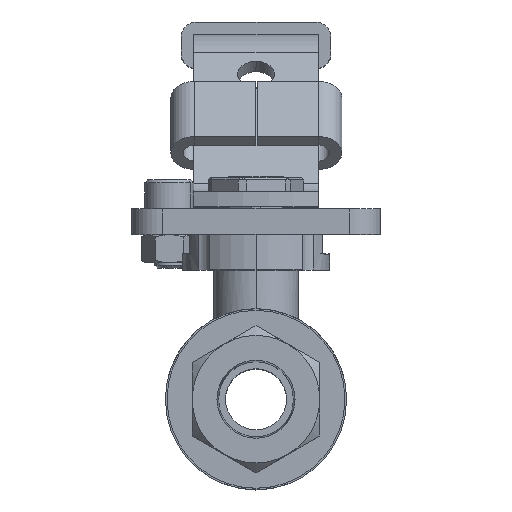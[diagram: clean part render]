
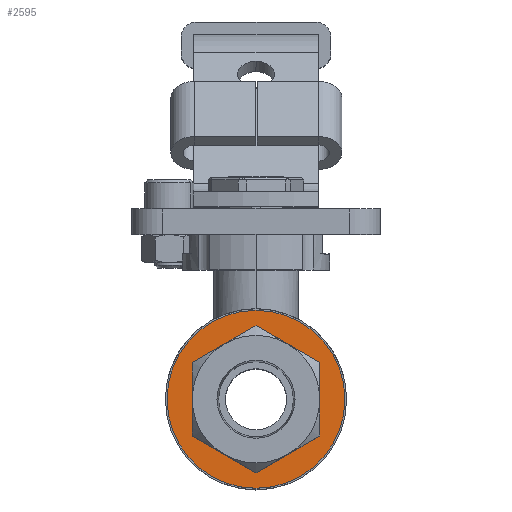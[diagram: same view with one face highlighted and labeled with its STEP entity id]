
A CAD part, top view. The second image highlights one B-rep face of the part: STEP entity #2595.
In plain terms, the highlighted planar face has unit normal (0, 0, 1).
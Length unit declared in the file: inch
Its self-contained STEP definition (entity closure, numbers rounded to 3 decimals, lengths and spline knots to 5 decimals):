
#73 = DIRECTION ( 'NONE',  ( 0., -1., 0. ) ) ;
#302 = AXIS2_PLACEMENT_3D ( 'NONE', #9034, #3880, #6788 ) ;
#363 = VECTOR ( 'NONE', #3802, 39.37008 ) ;
#734 = DIRECTION ( 'NONE',  ( -0.866, 0.5, 0. ) ) ;
#900 = CARTESIAN_POINT ( 'NONE',  ( 0.5125, -0.29589, 1.0275 ) ) ;
#961 = VERTEX_POINT ( 'NONE', #1529 ) ;
#1011 = VERTEX_POINT ( 'NONE', #9229 ) ;
#1130 = CARTESIAN_POINT ( 'NONE',  ( -0.5125, -0.29589, 1.0275 ) ) ;
#1148 = VECTOR ( 'NONE', #734, 39.37008 ) ;
#1150 = VERTEX_POINT ( 'NONE', #7228 ) ;
#1213 = CARTESIAN_POINT ( 'NONE',  ( 0., -0.59178, 1.0275 ) ) ;
#1402 = CARTESIAN_POINT ( 'NONE',  ( 0., -0.59178, 1.0275 ) ) ;
#1523 = ORIENTED_EDGE ( 'NONE', *, *, #6694, .F. ) ;
#1529 = CARTESIAN_POINT ( 'NONE',  ( -0.715, 0., 1.0275 ) ) ;
#1611 = CIRCLE ( 'NONE', #2214, 0.715 ) ;
#1893 = DIRECTION ( 'NONE',  ( 0.866, 0.5, 0. ) ) ;
#1935 = CARTESIAN_POINT ( 'NONE',  ( 0., 0.59178, 1.0275 ) ) ;
#2060 = CARTESIAN_POINT ( 'NONE',  ( 0.5125, -0.29589, 1.0275 ) ) ;
#2140 = VERTEX_POINT ( 'NONE', #1402 ) ;
#2152 = CARTESIAN_POINT ( 'NONE',  ( 0., 0., 1.0275 ) ) ;
#2214 = AXIS2_PLACEMENT_3D ( 'NONE', #9113, #6028, #5335 ) ;
#2595 = ADVANCED_FACE ( 'NONE', ( #2982, #3537 ), #8125, .T. ) ;
#2887 = ORIENTED_EDGE ( 'NONE', *, *, #2986, .F. ) ;
#2982 = FACE_OUTER_BOUND ( 'NONE', #4326, .T. ) ;
#2986 = EDGE_CURVE ( 'NONE', #1011, #3720, #7655, .T. ) ;
#3117 = ORIENTED_EDGE ( 'NONE', *, *, #8802, .F. ) ;
#3165 = CARTESIAN_POINT ( 'NONE',  ( -0.5125, 0.29589, 1.0275 ) ) ;
#3473 = VERTEX_POINT ( 'NONE', #6679 ) ;
#3511 = ORIENTED_EDGE ( 'NONE', *, *, #5369, .T. ) ;
#3537 = FACE_BOUND ( 'NONE', #7797, .T. ) ;
#3595 = EDGE_CURVE ( 'NONE', #3473, #961, #7394, .T. ) ;
#3720 = VERTEX_POINT ( 'NONE', #9267 ) ;
#3737 = EDGE_CURVE ( 'NONE', #3720, #2140, #8724, .T. ) ;
#3802 = DIRECTION ( 'NONE',  ( -0.866, -0.5, 0. ) ) ;
#3850 = LINE ( 'NONE', #9151, #363 ) ;
#3880 = DIRECTION ( 'NONE',  ( 0., 0., 1. ) ) ;
#4326 = EDGE_LOOP ( 'NONE', ( #3511, #8097 ) ) ;
#5170 = VECTOR ( 'NONE', #5499, 39.37008 ) ;
#5206 = DIRECTION ( 'NONE',  ( 0., 0., 1. ) ) ;
#5267 = LINE ( 'NONE', #8233, #1148 ) ;
#5335 = DIRECTION ( 'NONE',  ( 1., 0., 0. ) ) ;
#5369 = EDGE_CURVE ( 'NONE', #961, #3473, #1611, .T. ) ;
#5499 = DIRECTION ( 'NONE',  ( 0.866, -0.5, 0. ) ) ;
#5674 = LINE ( 'NONE', #1213, #5685 ) ;
#5685 = VECTOR ( 'NONE', #1893, 39.37008 ) ;
#5856 = VERTEX_POINT ( 'NONE', #900 ) ;
#6028 = DIRECTION ( 'NONE',  ( 0., 0., 1. ) ) ;
#6308 = ORIENTED_EDGE ( 'NONE', *, *, #3737, .F. ) ;
#6342 = EDGE_CURVE ( 'NONE', #1150, #7025, #5267, .T. ) ;
#6679 = CARTESIAN_POINT ( 'NONE',  ( 0.715, 0., 1.0275 ) ) ;
#6694 = EDGE_CURVE ( 'NONE', #2140, #5856, #5674, .T. ) ;
#6788 = DIRECTION ( 'NONE',  ( 1., 0., 0. ) ) ;
#6836 = EDGE_CURVE ( 'NONE', #7025, #1011, #3850, .T. ) ;
#7025 = VERTEX_POINT ( 'NONE', #1935 ) ;
#7217 = VECTOR ( 'NONE', #8782, 39.37008 ) ;
#7228 = CARTESIAN_POINT ( 'NONE',  ( 0.5125, 0.29589, 1.0275 ) ) ;
#7394 = CIRCLE ( 'NONE', #302, 0.715 ) ;
#7655 = LINE ( 'NONE', #3165, #8482 ) ;
#7797 = EDGE_LOOP ( 'NONE', ( #8284, #8550, #3117, #1523, #6308, #2887 ) ) ;
#7846 = AXIS2_PLACEMENT_3D ( 'NONE', #2152, #5206, #9700 ) ;
#8097 = ORIENTED_EDGE ( 'NONE', *, *, #3595, .T. ) ;
#8125 = PLANE ( 'NONE',  #7846 ) ;
#8233 = CARTESIAN_POINT ( 'NONE',  ( 0.5125, 0.29589, 1.0275 ) ) ;
#8284 = ORIENTED_EDGE ( 'NONE', *, *, #6836, .F. ) ;
#8482 = VECTOR ( 'NONE', #73, 39.37008 ) ;
#8550 = ORIENTED_EDGE ( 'NONE', *, *, #6342, .F. ) ;
#8724 = LINE ( 'NONE', #1130, #5170 ) ;
#8782 = DIRECTION ( 'NONE',  ( 0., 1., 0. ) ) ;
#8802 = EDGE_CURVE ( 'NONE', #5856, #1150, #9657, .T. ) ;
#9034 = CARTESIAN_POINT ( 'NONE',  ( 0., 0., 1.0275 ) ) ;
#9113 = CARTESIAN_POINT ( 'NONE',  ( 0., 0., 1.0275 ) ) ;
#9151 = CARTESIAN_POINT ( 'NONE',  ( 0., 0.59178, 1.0275 ) ) ;
#9229 = CARTESIAN_POINT ( 'NONE',  ( -0.5125, 0.29589, 1.0275 ) ) ;
#9267 = CARTESIAN_POINT ( 'NONE',  ( -0.5125, -0.29589, 1.0275 ) ) ;
#9657 = LINE ( 'NONE', #2060, #7217 ) ;
#9700 = DIRECTION ( 'NONE',  ( 1., 0., 0. ) ) ;
